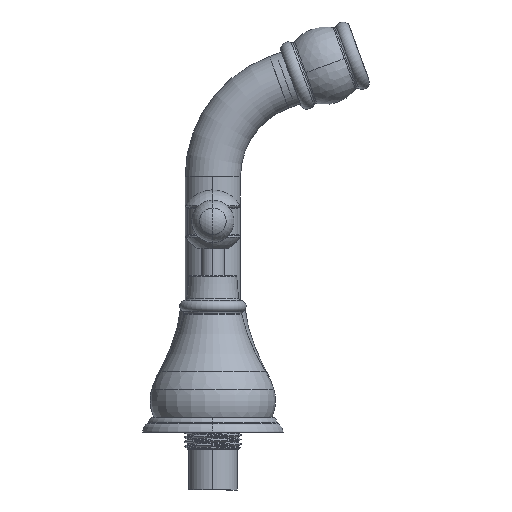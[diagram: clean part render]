
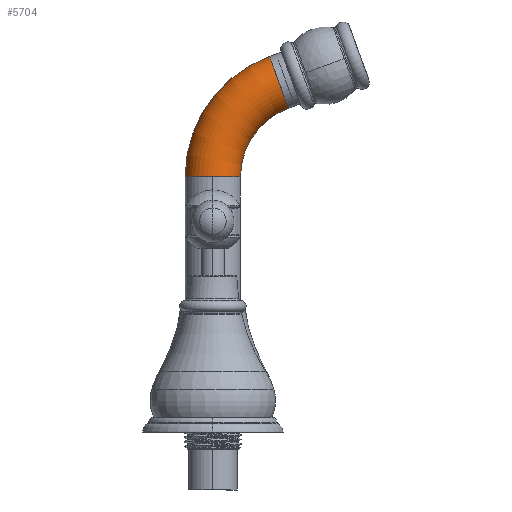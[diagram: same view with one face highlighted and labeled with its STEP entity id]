
A CAD part, left-side view. The second image highlights one B-rep face of the part: STEP entity #5704.
In plain terms, the highlighted toroidal (fillet/blend) face has major radius 40 mm and minor radius 11 mm.
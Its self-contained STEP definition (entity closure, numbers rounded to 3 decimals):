
#1738 = TOROIDAL_SURFACE ( 'NONE', #30570, 40., 11. ) ;
#3080 = DIRECTION ( 'NONE',  ( -1., 0., 0. ) ) ;
#3987 = DIRECTION ( 'NONE',  ( 0., 0., -1. ) ) ;
#5318 = ORIENTED_EDGE ( 'NONE', *, *, #54483, .T. ) ;
#5704 = ADVANCED_FACE ( 'NONE', ( #40149 ), #1738, .T. ) ;
#6587 = CARTESIAN_POINT ( 'NONE',  ( 51.281, -40., 0. ) ) ;
#9225 = DIRECTION ( 'NONE',  ( 1., 0., 0. ) ) ;
#10318 = ORIENTED_EDGE ( 'NONE', *, *, #28289, .T. ) ;
#11222 = EDGE_CURVE ( 'NONE', #41818, #54560, #39260, .T. ) ;
#12797 = CIRCLE ( 'NONE', #52553, 11. ) ;
#13764 = CIRCLE ( 'NONE', #41639, 29. ) ;
#15621 = DIRECTION ( 'NONE',  ( 0., 0., -1. ) ) ;
#17154 = EDGE_CURVE ( 'NONE', #48796, #53335, #45836, .T. ) ;
#17852 = CIRCLE ( 'NONE', #47648, 11. ) ;
#19999 = DIRECTION ( 'NONE',  ( -1., 0., 0. ) ) ;
#25741 = CARTESIAN_POINT ( 'NONE',  ( 51.281, 11., 0. ) ) ;
#26813 = ORIENTED_EDGE ( 'NONE', *, *, #17154, .T. ) ;
#27921 = CARTESIAN_POINT ( 'NONE',  ( 99.206, -22.557, 0. ) ) ;
#28255 = CARTESIAN_POINT ( 'NONE',  ( 51.281, -40., 0. ) ) ;
#28289 = EDGE_CURVE ( 'NONE', #53335, #46251, #13764, .T. ) ;
#29654 = CARTESIAN_POINT ( 'NONE',  ( 51.281, 0., 0. ) ) ;
#29792 = EDGE_LOOP ( 'NONE', ( #42477, #5318, #26813, #10318, #57722 ) ) ;
#30481 = DIRECTION ( 'NONE',  ( 0., 0., -1. ) ) ;
#30523 = CARTESIAN_POINT ( 'NONE',  ( 51.281, 0., 11. ) ) ;
#30570 = AXIS2_PLACEMENT_3D ( 'NONE', #49475, #30481, #3080 ) ;
#33410 = DIRECTION ( 'NONE',  ( 0., 0., -1. ) ) ;
#35888 = AXIS2_PLACEMENT_3D ( 'NONE', #29654, #48655, #33410 ) ;
#36244 = AXIS2_PLACEMENT_3D ( 'NONE', #28255, #3987, #47232 ) ;
#39260 = CIRCLE ( 'NONE', #36244, 51. ) ;
#40128 = DIRECTION ( 'NONE',  ( 0., 0., -1. ) ) ;
#40149 = FACE_OUTER_BOUND ( 'NONE', #29792, .T. ) ;
#40453 = EDGE_CURVE ( 'NONE', #54560, #46251, #12797, .T. ) ;
#41343 = DIRECTION ( 'NONE',  ( 0.342, -0.94, 0. ) ) ;
#41639 = AXIS2_PLACEMENT_3D ( 'NONE', #6587, #15621, #19999 ) ;
#41818 = VERTEX_POINT ( 'NONE', #25741 ) ;
#42477 = ORIENTED_EDGE ( 'NONE', *, *, #11222, .F. ) ;
#45836 = CIRCLE ( 'NONE', #35888, 11. ) ;
#46251 = VERTEX_POINT ( 'NONE', #54653 ) ;
#47232 = DIRECTION ( 'NONE',  ( -1., 0., 0. ) ) ;
#47648 = AXIS2_PLACEMENT_3D ( 'NONE', #56536, #9225, #51872 ) ;
#48655 = DIRECTION ( 'NONE',  ( 1., 0., 0. ) ) ;
#48796 = VERTEX_POINT ( 'NONE', #30523 ) ;
#49475 = CARTESIAN_POINT ( 'NONE',  ( 51.281, -40., 0. ) ) ;
#51872 = DIRECTION ( 'NONE',  ( 0., 0., -1. ) ) ;
#52553 = AXIS2_PLACEMENT_3D ( 'NONE', #60348, #41343, #40128 ) ;
#53335 = VERTEX_POINT ( 'NONE', #58047 ) ;
#54483 = EDGE_CURVE ( 'NONE', #41818, #48796, #17852, .T. ) ;
#54560 = VERTEX_POINT ( 'NONE', #27921 ) ;
#54653 = CARTESIAN_POINT ( 'NONE',  ( 78.532, -30.081, 0. ) ) ;
#56536 = CARTESIAN_POINT ( 'NONE',  ( 51.281, 0., 0. ) ) ;
#57722 = ORIENTED_EDGE ( 'NONE', *, *, #40453, .F. ) ;
#58047 = CARTESIAN_POINT ( 'NONE',  ( 51.281, -11., 0. ) ) ;
#60348 = CARTESIAN_POINT ( 'NONE',  ( 88.869, -26.319, 0. ) ) ;
